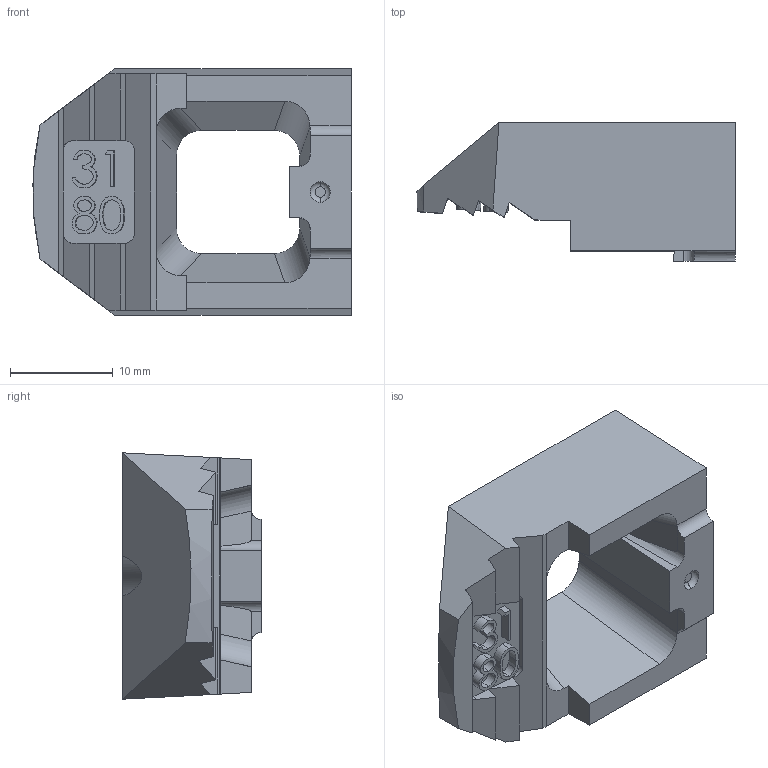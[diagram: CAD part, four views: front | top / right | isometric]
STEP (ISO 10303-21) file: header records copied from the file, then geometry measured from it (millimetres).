
FILE_DESCRIPTION (( 'STEP AP214' ), '1' );
FILE_NAME ('Typ B kurz M10.STEP', '2008-03-10T15:48:23', ( 'Schütte' ), ( ' ' ), 'SwSTEP 2.0', 'SolidWorks 2008', '' );
FILE_SCHEMA (( 'AUTOMOTIVE_DESIGN' ));
Length unit declared in the file: millimetre
Products named in the file (1): Typ B kurz M10
Bounding box: 30.99 x 13.5 x 24 mm (x, y, z)
Volume: 4644.4 mm3; surface area: 2844.6 mm2
Topology: 1 solids, 1 shells, 227 faces, 595 edges, 390 vertices
Faces by surface type: plane 149, bspline 58, cylinder 18, torus 2
Entity records: 10238 total; most frequent: CARTESIAN_POINT 5077, ORIENTED_EDGE 1190, DIRECTION 813, EDGE_CURVE 595, LINE 433, VECTOR 433, VERTEX_POINT 390, EDGE_LOOP 249
